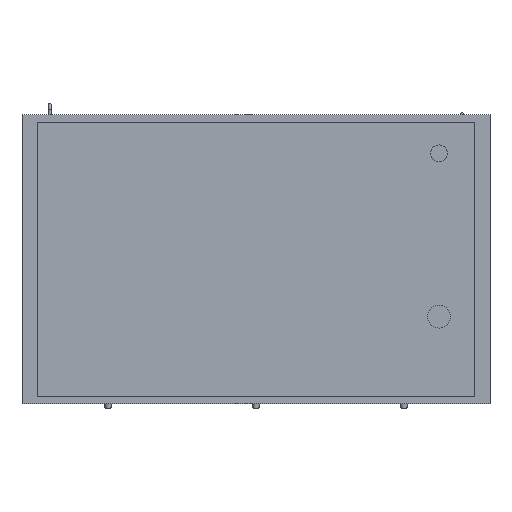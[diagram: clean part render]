
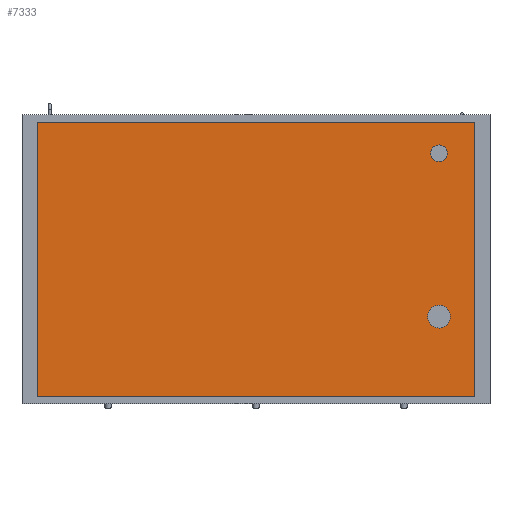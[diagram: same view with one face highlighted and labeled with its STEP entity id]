
A CAD part, front view. The second image highlights one B-rep face of the part: STEP entity #7333.
In plain terms, the highlighted planar face has unit normal (0, -1, 0).
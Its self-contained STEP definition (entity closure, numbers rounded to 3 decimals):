
#507=FACE_OUTER_BOUND('',#974,.T.);
#974=EDGE_LOOP('',(#4896,#4897,#4898,#4899));
#1461=LINE('',#10885,#2275);
#1463=LINE('',#10889,#2277);
#1464=LINE('',#10891,#2278);
#1465=LINE('',#10892,#2279);
#2275=VECTOR('',#8632,10.);
#2277=VECTOR('',#8636,10.);
#2278=VECTOR('',#8637,10.);
#2279=VECTOR('',#8638,10.);
#3080=VERTEX_POINT('',#10882);
#3081=VERTEX_POINT('',#10884);
#3082=VERTEX_POINT('',#10888);
#3083=VERTEX_POINT('',#10890);
#3806=EDGE_CURVE('',#3080,#3081,#1461,.T.);
#3808=EDGE_CURVE('',#3082,#3080,#1463,.T.);
#3809=EDGE_CURVE('',#3083,#3082,#1464,.T.);
#3810=EDGE_CURVE('',#3081,#3083,#1465,.T.);
#4896=ORIENTED_EDGE('',*,*,#3808,.F.);
#4897=ORIENTED_EDGE('',*,*,#3809,.F.);
#4898=ORIENTED_EDGE('',*,*,#3810,.F.);
#4899=ORIENTED_EDGE('',*,*,#3806,.F.);
#6978=PLANE('',#7875);
#7333=ADVANCED_FACE('',(#507),#6978,.T.);
#7875=AXIS2_PLACEMENT_3D('',#10887,#8634,#8635);
#8632=DIRECTION('',(0.,0.,1.));
#8634=DIRECTION('center_axis',(0.,-1.,0.));
#8635=DIRECTION('ref_axis',(0.,0.,-1.));
#8636=DIRECTION('',(-1.,0.,0.));
#8637=DIRECTION('',(0.,0.,-1.));
#8638=DIRECTION('',(1.,0.,0.));
#10882=CARTESIAN_POINT('',(-525.,-185.,-330.));
#10884=CARTESIAN_POINT('',(-525.,-185.,330.));
#10885=CARTESIAN_POINT('',(-525.,-185.,330.));
#10887=CARTESIAN_POINT('Origin',(0.,-185.,330.));
#10888=CARTESIAN_POINT('',(525.,-185.,-330.));
#10889=CARTESIAN_POINT('',(0.,-185.,-330.));
#10890=CARTESIAN_POINT('',(525.,-185.,330.));
#10891=CARTESIAN_POINT('',(525.,-185.,330.));
#10892=CARTESIAN_POINT('',(0.,-185.,330.));
